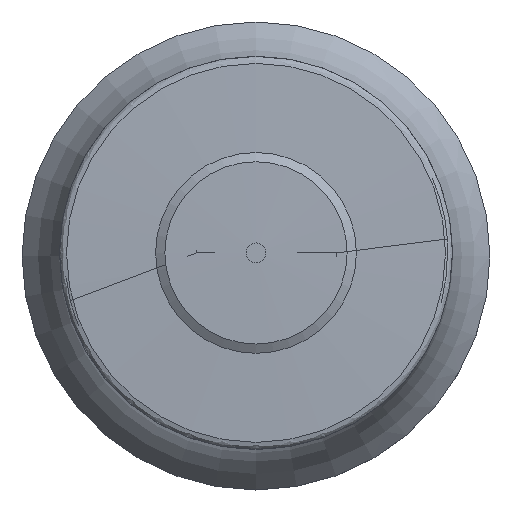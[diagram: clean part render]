
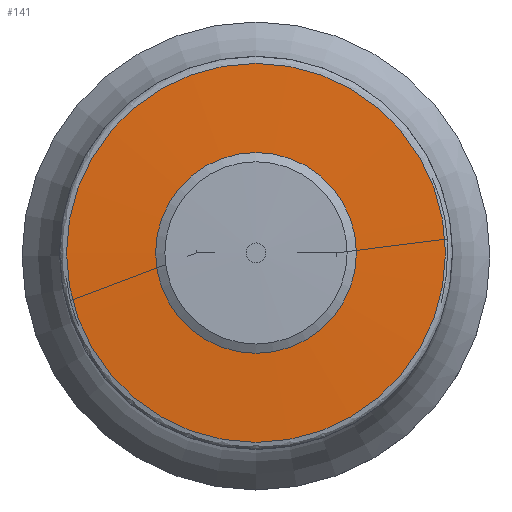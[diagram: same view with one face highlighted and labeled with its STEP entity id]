
A CAD part, top view. The second image highlights one B-rep face of the part: STEP entity #141.
In plain terms, the highlighted face is a revolution surface.
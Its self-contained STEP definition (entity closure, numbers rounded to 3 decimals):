
#34=SURFACE_OF_REVOLUTION('',#78,#39);
#39=AXIS1_PLACEMENT('',#719,#558);
#78=B_SPLINE_CURVE_WITH_KNOTS('',5,(#713,#714,#715,#716,#717,#718),
 .UNSPECIFIED.,.F.,.F.,(6,6),(0.,1.),.UNSPECIFIED.);
#141=ADVANCED_FACE('',(#187,#188),#34,.F.);
#187=FACE_BOUND('',#234,.T.);
#188=FACE_BOUND('',#235,.T.);
#234=EDGE_LOOP('',(#306));
#235=EDGE_LOOP('',(#307));
#306=ORIENTED_EDGE('',*,*,#377,.T.);
#307=ORIENTED_EDGE('',*,*,#376,.F.);
#340=VERTEX_POINT('',#687);
#341=VERTEX_POINT('',#712);
#376=EDGE_CURVE('',#340,#340,#398,.T.);
#377=EDGE_CURVE('',#341,#341,#399,.T.);
#398=CIRCLE('',#447,20.25);
#399=CIRCLE('',#448,10.727);
#447=AXIS2_PLACEMENT_3D('',#686,#553,#554);
#448=AXIS2_PLACEMENT_3D('',#711,#556,#557);
#553=DIRECTION('',(0.,0.,-1.));
#554=DIRECTION('',(-1.,0.,0.));
#556=DIRECTION('',(0.,0.,-1.));
#557=DIRECTION('',(-1.,0.,0.));
#558=DIRECTION('',(0.,0.,-1.));
#686=CARTESIAN_POINT('',(0.,0.,191.913));
#687=CARTESIAN_POINT('',(-20.25,0.,191.913));
#711=CARTESIAN_POINT('',(0.,0.,192.253));
#712=CARTESIAN_POINT('',(-10.727,0.,192.253));
#713=CARTESIAN_POINT('',(20.25,0.,191.913));
#714=CARTESIAN_POINT('',(18.346,0.,191.981));
#715=CARTESIAN_POINT('',(16.441,0.,192.049));
#716=CARTESIAN_POINT('',(14.536,0.,192.117));
#717=CARTESIAN_POINT('',(12.632,0.,192.185));
#718=CARTESIAN_POINT('',(10.727,0.,192.253));
#719=CARTESIAN_POINT('',(0.,0.,0.));
